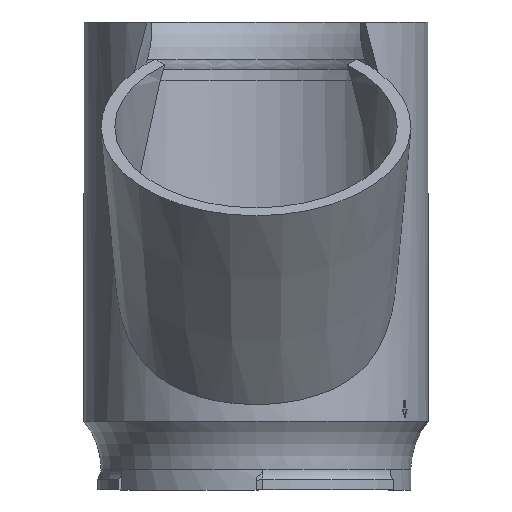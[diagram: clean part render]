
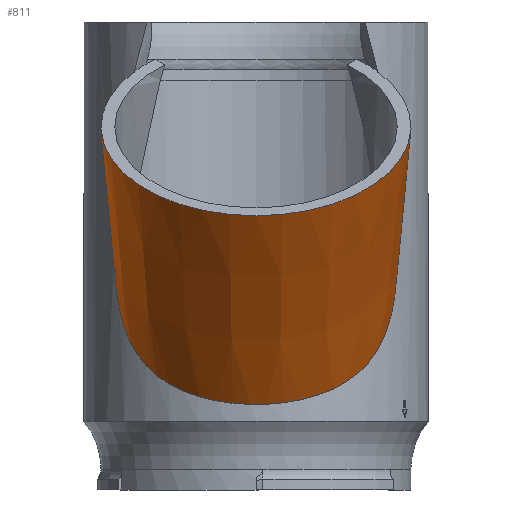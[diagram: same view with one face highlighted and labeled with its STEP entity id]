
A CAD part, front view. The second image highlights one B-rep face of the part: STEP entity #811.
In plain terms, the highlighted conical face has half-angle 4.456 degrees and reference radius 41.966 mm.
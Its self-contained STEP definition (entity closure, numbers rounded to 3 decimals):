
#18=CONICAL_SURFACE('',#898,41.966,0.078);
#47=B_SPLINE_CURVE_WITH_KNOTS('',3,(#1501,#1502,#1503,#1504,#1505,#1506,
#1507,#1508,#1509,#1510,#1511,#1512,#1513,#1514,#1515,#1516,#1517,#1518,
#1519,#1520,#1521,#1522,#1523,#1524,#1525,#1526,#1527,#1528,#1529,#1530,
#1531,#1532,#1533,#1534,#1535,#1536,#1537,#1538,#1539,#1540,#1541,#1542,
#1543,#1544,#1545,#1546,#1547,#1548,#1549,#1550),.UNSPECIFIED.,.F.,.F.,
(4,2,2,2,2,2,2,2,2,2,2,2,2,2,2,2,2,2,2,2,2,2,2,2,4),(2.282,3.572,
5.359,7.145,8.177,9.208,9.724,
10.24,11.272,12.075,12.879,13.682,
14.486,15.289,16.093,16.896,17.7,
18.732,19.247,19.763,20.795,21.827,
23.613,25.399,26.69),.UNSPECIFIED.);
#115=FACE_OUTER_BOUND('',#162,.T.);
#162=EDGE_LOOP('',(#637,#638));
#280=CIRCLE('',#899,45.012);
#357=VERTEX_POINT('',#1499);
#358=VERTEX_POINT('',#1500);
#464=EDGE_CURVE('',#357,#358,#47,.T.);
#465=EDGE_CURVE('',#358,#357,#280,.T.);
#637=ORIENTED_EDGE('',*,*,#464,.F.);
#638=ORIENTED_EDGE('',*,*,#465,.F.);
#811=ADVANCED_FACE('',(#115),#18,.T.);
#898=AXIS2_PLACEMENT_3D('',#1498,#1091,#1092);
#899=AXIS2_PLACEMENT_3D('',#1551,#1093,#1094);
#1091=DIRECTION('center_axis',(0.,-0.574,0.819));
#1092=DIRECTION('ref_axis',(0.,-0.819,-0.574));
#1093=DIRECTION('center_axis',(0.,-0.574,0.819));
#1094=DIRECTION('ref_axis',(1.,0.,0.));
#1498=CARTESIAN_POINT('Origin',(0.,-35.825,73.432));
#1499=CARTESIAN_POINT('',(35.321,-35.389,121.455));
#1500=CARTESIAN_POINT('',(-35.321,-35.389,121.455));
#1501=CARTESIAN_POINT('Ctrl Pts',(35.321,-35.389,121.455));
#1502=CARTESIAN_POINT('Ctrl Pts',(36.289,-34.424,117.024));
#1503=CARTESIAN_POINT('Ctrl Pts',(37.144,-33.49,112.512));
#1504=CARTESIAN_POINT('Ctrl Pts',(38.913,-31.436,101.691));
#1505=CARTESIAN_POINT('Ctrl Pts',(39.725,-30.379,95.361));
#1506=CARTESIAN_POINT('Ctrl Pts',(40.866,-28.825,82.875));
#1507=CARTESIAN_POINT('Ctrl Pts',(41.203,-28.325,76.718));
#1508=CARTESIAN_POINT('Ctrl Pts',(41.203,-28.325,67.325));
#1509=CARTESIAN_POINT('Ctrl Pts',(41.089,-28.496,63.72));
#1510=CARTESIAN_POINT('Ctrl Pts',(40.438,-29.412,56.592));
#1511=CARTESIAN_POINT('Ctrl Pts',(39.9,-30.164,53.07));
#1512=CARTESIAN_POINT('Ctrl Pts',(38.609,-31.778,48.145));
#1513=CARTESIAN_POINT('Ctrl Pts',(38.096,-32.396,46.558));
#1514=CARTESIAN_POINT('Ctrl Pts',(36.887,-33.767,43.536));
#1515=CARTESIAN_POINT('Ctrl Pts',(36.189,-34.519,42.102));
#1516=CARTESIAN_POINT('Ctrl Pts',(33.812,-36.902,38.071));
#1517=CARTESIAN_POINT('Ctrl Pts',(31.838,-38.658,35.748));
#1518=CARTESIAN_POINT('Ctrl Pts',(27.764,-41.642,32.295));
#1519=CARTESIAN_POINT('Ctrl Pts',(25.722,-42.952,30.955));
#1520=CARTESIAN_POINT('Ctrl Pts',(21.226,-45.343,28.673));
#1521=CARTESIAN_POINT('Ctrl Pts',(18.771,-46.423,27.73));
#1522=CARTESIAN_POINT('Ctrl Pts',(13.615,-48.188,26.242));
#1523=CARTESIAN_POINT('Ctrl Pts',(10.908,-48.874,25.696));
#1524=CARTESIAN_POINT('Ctrl Pts',(5.44,-49.78,24.983));
#1525=CARTESIAN_POINT('Ctrl Pts',(2.678,-50.,24.816));
#1526=CARTESIAN_POINT('Ctrl Pts',(-2.678,-50.,24.816));
#1527=CARTESIAN_POINT('Ctrl Pts',(-5.44,-49.78,24.983));
#1528=CARTESIAN_POINT('Ctrl Pts',(-10.908,-48.874,25.696));
#1529=CARTESIAN_POINT('Ctrl Pts',(-13.615,-48.188,26.242));
#1530=CARTESIAN_POINT('Ctrl Pts',(-18.771,-46.423,27.73));
#1531=CARTESIAN_POINT('Ctrl Pts',(-21.226,-45.343,28.673));
#1532=CARTESIAN_POINT('Ctrl Pts',(-25.722,-42.952,30.955));
#1533=CARTESIAN_POINT('Ctrl Pts',(-27.764,-41.642,32.295));
#1534=CARTESIAN_POINT('Ctrl Pts',(-31.838,-38.658,35.748));
#1535=CARTESIAN_POINT('Ctrl Pts',(-33.812,-36.902,38.071));
#1536=CARTESIAN_POINT('Ctrl Pts',(-36.189,-34.519,42.102));
#1537=CARTESIAN_POINT('Ctrl Pts',(-36.887,-33.767,43.536));
#1538=CARTESIAN_POINT('Ctrl Pts',(-38.096,-32.396,46.558));
#1539=CARTESIAN_POINT('Ctrl Pts',(-38.609,-31.778,48.145));
#1540=CARTESIAN_POINT('Ctrl Pts',(-39.9,-30.164,53.07));
#1541=CARTESIAN_POINT('Ctrl Pts',(-40.438,-29.412,56.592));
#1542=CARTESIAN_POINT('Ctrl Pts',(-41.089,-28.496,63.72));
#1543=CARTESIAN_POINT('Ctrl Pts',(-41.203,-28.325,67.325));
#1544=CARTESIAN_POINT('Ctrl Pts',(-41.203,-28.325,76.718));
#1545=CARTESIAN_POINT('Ctrl Pts',(-40.866,-28.825,82.875));
#1546=CARTESIAN_POINT('Ctrl Pts',(-39.725,-30.379,95.361));
#1547=CARTESIAN_POINT('Ctrl Pts',(-38.913,-31.436,101.691));
#1548=CARTESIAN_POINT('Ctrl Pts',(-37.144,-33.49,112.512));
#1549=CARTESIAN_POINT('Ctrl Pts',(-36.289,-34.424,117.024));
#1550=CARTESIAN_POINT('Ctrl Pts',(-35.321,-35.389,121.455));
#1551=CARTESIAN_POINT('Origin',(0.,-58.245,105.451));
